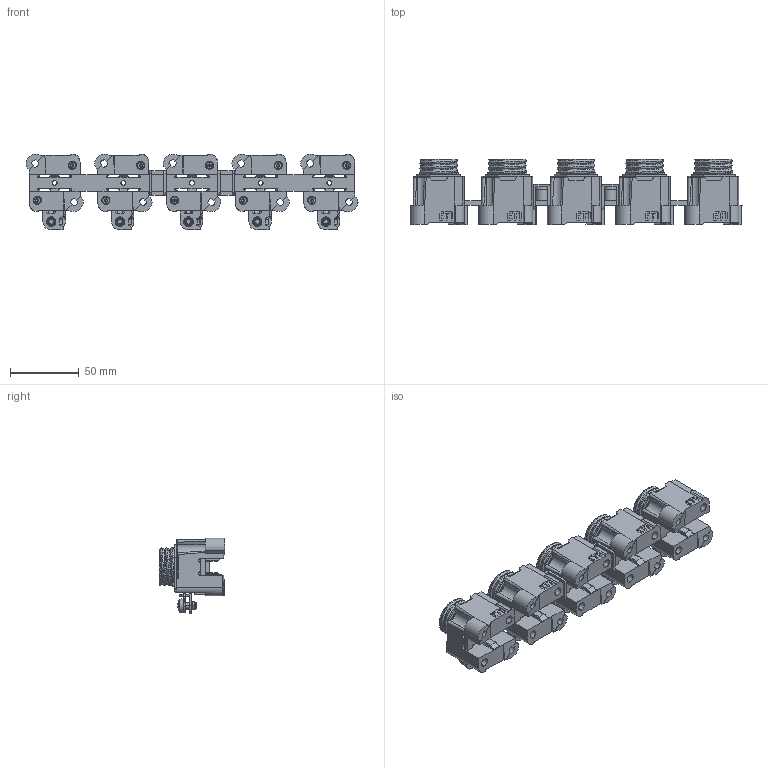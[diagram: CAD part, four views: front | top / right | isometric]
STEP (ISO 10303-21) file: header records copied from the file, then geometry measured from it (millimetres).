
FILE_DESCRIPTION((''),'2;1');
FILE_NAME('002322103_SET_EZR_25_5P_ASM','2021-10-22T',('marketing.praksa'),('Audax d.o.o.'),'CREO PARAMETRIC BY PTC INC, 2017480','CREO PARAMETRIC BY PTC INC, 2017480','');
FILE_SCHEMA(('AUTOMOTIVE_DESIGN { 1 0 10303 214 1 1 1 1 }'));
Length unit declared in the file: millimetre
Products named in the file (12): 0000006471_1; 0000006480_1_1_2_3; 0000006478_1_1_2_3; 0000006479_1_1_2_3; 0000011681_1_1_2_3; 0000020482_1_1_2_3; 0000059958_1_1_2_3; PRT9566; 0000006481_ASM_1_1_2_3_ASM; 0000006485_1_1_2_3; 0000012227_1_1_2_3; 002322103_SET_EZR_25_5P_ASM
Assembly tree (19 placements, depth 3):
  002322103_SET_EZR_25_5P_ASM
    0000006471_1
    0000006481_ASM_1_1_2_3_ASM  x5
      0000006480_1_1_2_3
      0000006478_1_1_2_3
      0000006479_1_1_2_3
      0000011681_1_1_2_3
      0000020482_1_1_2_3
      0000059958_1_1_2_3
      PRT9566
    0000006485_1_1_2_3  x2
    0000012227_1_1_2_3  x2
Bounding box: 241.76 x 47.4 x 55.3 mm (x, y, z)
Volume: 152786.9 mm3; surface area: 100842.3 mm2
Topology: 60 solids, 84 shells, 3682 faces, 10443 edges, 6914 vertices
Faces by surface type: plane 2084, cylinder 1112, cone 231, torus 165, bspline 80, sphere 10
Entity records: 51228 total; most frequent: CARTESIAN_POINT 12364, ORIENTED_EDGE 4916, DIRECTION 4581, PRESENTATION_STYLE_ASSIGNMENT 3324, STYLED_ITEM 3324, EDGE_CURVE 2471, CURVE_STYLE 2441, VERTEX_POINT 1646
